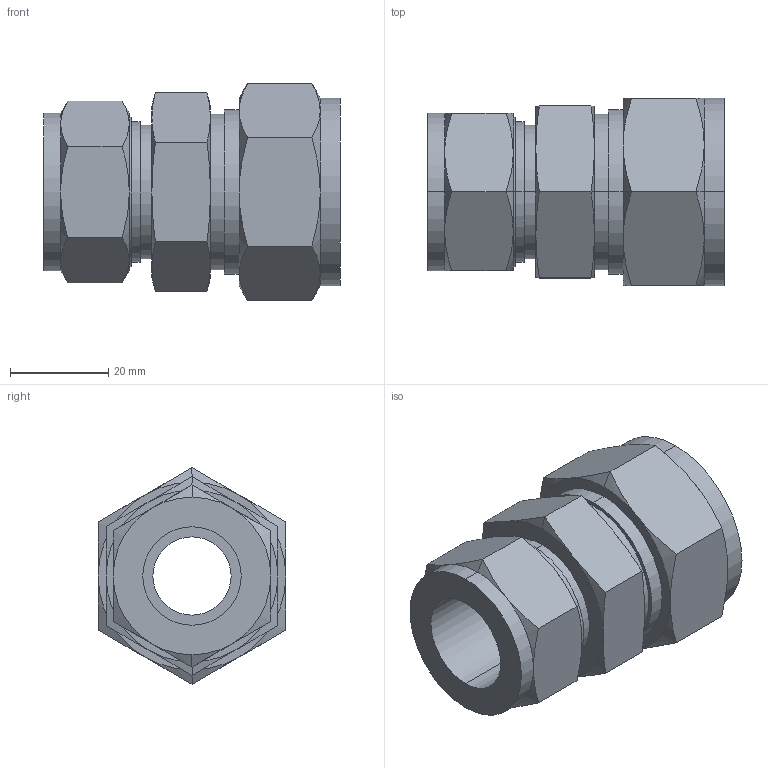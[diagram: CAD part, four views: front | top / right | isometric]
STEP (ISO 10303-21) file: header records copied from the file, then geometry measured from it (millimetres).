
FILE_DESCRIPTION (( 'STEP AP203' ), '1' );
FILE_NAME ('RizurLok-PP-20(O)-1Ä(O).STEP', '2022-03-10T05:18:37', ( '' ), ( '' ), 'SwSTEP 2.0', 'SolidWorks 2020', '' );
FILE_SCHEMA (( 'CONFIG_CONTROL_DESIGN' ));
Length unit declared in the file: millimetre
Products named in the file (2): RizurLok-PP-20(O)-1Ä(O)
Assembly tree (1 placements, depth 2):
  RizurLok-PP-20(O)-1Ä(O)
    RizurLok-PP-20(O)-1Ä(O)
Bounding box: 60.3 x 38.1 x 43.99 mm (x, y, z)
Volume: 35910.6 mm3; surface area: 14347 mm2
Topology: 1 solids, 1 shells, 235 faces, 587 edges, 374 vertices
Faces by surface type: plane 92, bspline 75, cone 48, cylinder 20
Entity records: 11427 total; most frequent: CARTESIAN_POINT 6227, ORIENTED_EDGE 1174, DIRECTION 777, EDGE_CURVE 587, VERTEX_POINT 374, LINE 281, VECTOR 281, EDGE_LOOP 257
